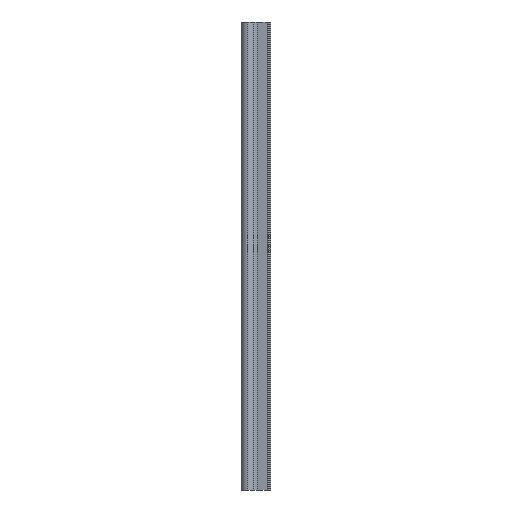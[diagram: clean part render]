
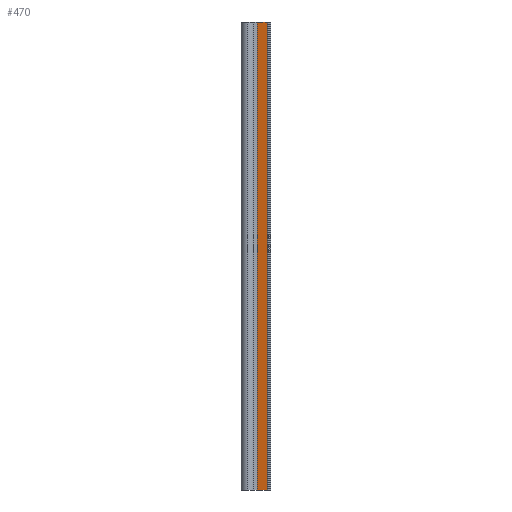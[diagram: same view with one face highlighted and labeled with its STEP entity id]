
A CAD part, left-side view. The second image highlights one B-rep face of the part: STEP entity #470.
In plain terms, the highlighted planar face has unit normal (-0.971, 0.241, 0).
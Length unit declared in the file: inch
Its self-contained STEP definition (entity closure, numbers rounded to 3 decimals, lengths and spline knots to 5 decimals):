
#6 = DIRECTION ( 'NONE',  ( -0.971, 0.241, 0. ) ) ;
#41 = CARTESIAN_POINT ( 'NONE',  ( -0.25, 1.0165, 0. ) ) ;
#183 = LINE ( 'NONE', #41, #1019 ) ;
#207 = ORIENTED_EDGE ( 'NONE', *, *, #825, .T. ) ;
#252 = CARTESIAN_POINT ( 'NONE',  ( -0.25, 1.0165, -39.09131 ) ) ;
#369 = ORIENTED_EDGE ( 'NONE', *, *, #910, .F. ) ;
#452 = CARTESIAN_POINT ( 'NONE',  ( -0.25, 1.0165, -36. ) ) ;
#470 = ADVANCED_FACE ( 'NONE', ( #800 ), #1115, .T. ) ;
#483 = LINE ( 'NONE', #452, #1795 ) ;
#508 = CARTESIAN_POINT ( 'NONE',  ( -0.44, 0.2505, 0. ) ) ;
#519 = EDGE_CURVE ( 'NONE', #1819, #1941, #183, .T. ) ;
#547 = VECTOR ( 'NONE', #1317, 39.37008 ) ;
#551 = AXIS2_PLACEMENT_3D ( 'NONE', #1409, #6, #1277 ) ;
#561 = DIRECTION ( 'NONE',  ( 0., 0., 1. ) ) ;
#670 = EDGE_LOOP ( 'NONE', ( #1177, #207, #1663, #369 ) ) ;
#681 = CARTESIAN_POINT ( 'NONE',  ( -0.25, 1.0165, -36. ) ) ;
#696 = CARTESIAN_POINT ( 'NONE',  ( -0.44, 0.2505, -39.09131 ) ) ;
#800 = FACE_OUTER_BOUND ( 'NONE', #670, .T. ) ;
#813 = DIRECTION ( 'NONE',  ( -0.241, -0.971, 0. ) ) ;
#825 = EDGE_CURVE ( 'NONE', #1059, #1941, #1326, .T. ) ;
#881 = LINE ( 'NONE', #252, #1119 ) ;
#910 = EDGE_CURVE ( 'NONE', #1507, #1819, #881, .T. ) ;
#916 = EDGE_CURVE ( 'NONE', #1059, #1507, #483, .T. ) ;
#941 = DIRECTION ( 'NONE',  ( 0.241, 0.971, 0. ) ) ;
#1019 = VECTOR ( 'NONE', #813, 39.37008 ) ;
#1059 = VERTEX_POINT ( 'NONE', #1708 ) ;
#1115 = PLANE ( 'NONE',  #551 ) ;
#1119 = VECTOR ( 'NONE', #561, 39.37008 ) ;
#1177 = ORIENTED_EDGE ( 'NONE', *, *, #916, .F. ) ;
#1277 = DIRECTION ( 'NONE',  ( -0.241, -0.971, 0. ) ) ;
#1317 = DIRECTION ( 'NONE',  ( 0., 0., 1. ) ) ;
#1326 = LINE ( 'NONE', #696, #547 ) ;
#1409 = CARTESIAN_POINT ( 'NONE',  ( -0.25, 1.0165, -39.09131 ) ) ;
#1453 = CARTESIAN_POINT ( 'NONE',  ( -0.25, 1.0165, 0. ) ) ;
#1507 = VERTEX_POINT ( 'NONE', #681 ) ;
#1663 = ORIENTED_EDGE ( 'NONE', *, *, #519, .F. ) ;
#1708 = CARTESIAN_POINT ( 'NONE',  ( -0.44, 0.2505, -36. ) ) ;
#1795 = VECTOR ( 'NONE', #941, 39.37008 ) ;
#1819 = VERTEX_POINT ( 'NONE', #1453 ) ;
#1941 = VERTEX_POINT ( 'NONE', #508 ) ;
